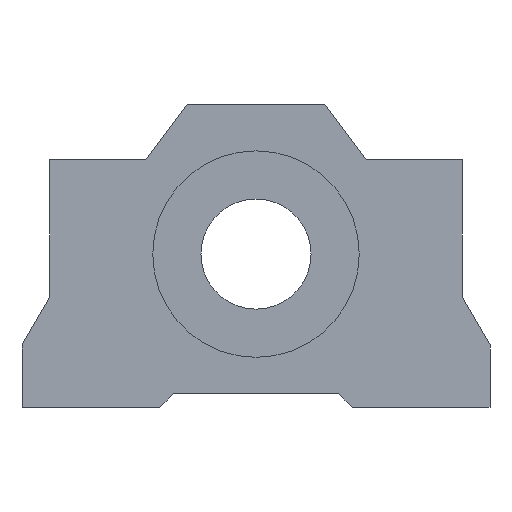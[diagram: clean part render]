
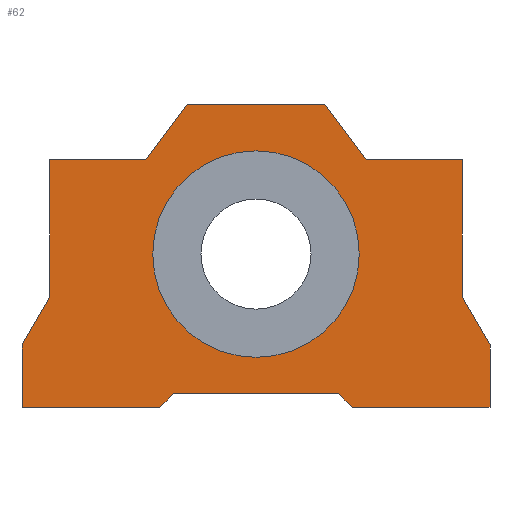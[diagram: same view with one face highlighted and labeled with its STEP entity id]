
A CAD part, front view. The second image highlights one B-rep face of the part: STEP entity #62.
In plain terms, the highlighted planar face has unit normal (0, -1, 0).
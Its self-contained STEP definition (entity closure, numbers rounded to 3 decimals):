
#62=ADVANCED_FACE('',(#305,#307),#309,.F.);
#305=FACE_BOUND('',#306,.T.);
#306=EDGE_LOOP('',(#525,#526,#527,#528,#529,#530,#531,#532,#533,#534,#535,#536,#537,
#538,#539,#540));
#307=FACE_BOUND('',#308,.T.);
#308=EDGE_LOOP('',(#541));
#309=PLANE('',#310);
#310=AXIS2_PLACEMENT_3D('',#311,#312,#313);
#311=CARTESIAN_POINT('',(0.,0.,0.));
#312=DIRECTION('',(0.,1.,0.));
#313=DIRECTION('',(-1.,0.,0.));
#525=ORIENTED_EDGE('',*,*,#649,.F.);
#526=ORIENTED_EDGE('',*,*,#650,.F.);
#527=ORIENTED_EDGE('',*,*,#651,.F.);
#528=ORIENTED_EDGE('',*,*,#652,.F.);
#529=ORIENTED_EDGE('',*,*,#653,.F.);
#530=ORIENTED_EDGE('',*,*,#654,.F.);
#531=ORIENTED_EDGE('',*,*,#655,.F.);
#532=ORIENTED_EDGE('',*,*,#656,.F.);
#533=ORIENTED_EDGE('',*,*,#657,.F.);
#534=ORIENTED_EDGE('',*,*,#658,.F.);
#535=ORIENTED_EDGE('',*,*,#659,.F.);
#536=ORIENTED_EDGE('',*,*,#660,.F.);
#537=ORIENTED_EDGE('',*,*,#661,.F.);
#538=ORIENTED_EDGE('',*,*,#662,.F.);
#539=ORIENTED_EDGE('',*,*,#663,.F.);
#540=ORIENTED_EDGE('',*,*,#664,.F.);
#541=ORIENTED_EDGE('',*,*,#665,.T.);
#649=EDGE_CURVE('',#713,#714,#715,.T.);
#650=EDGE_CURVE('',#716,#713,#717,.T.);
#651=EDGE_CURVE('',#718,#716,#719,.T.);
#652=EDGE_CURVE('',#720,#718,#721,.T.);
#653=EDGE_CURVE('',#722,#720,#723,.T.);
#654=EDGE_CURVE('',#724,#722,#725,.T.);
#655=EDGE_CURVE('',#726,#724,#727,.T.);
#656=EDGE_CURVE('',#728,#726,#729,.T.);
#657=EDGE_CURVE('',#730,#728,#731,.T.);
#658=EDGE_CURVE('',#732,#730,#733,.T.);
#659=EDGE_CURVE('',#734,#732,#735,.T.);
#660=EDGE_CURVE('',#736,#734,#737,.T.);
#661=EDGE_CURVE('',#738,#736,#739,.T.);
#662=EDGE_CURVE('',#740,#738,#741,.T.);
#663=EDGE_CURVE('',#742,#740,#743,.T.);
#664=EDGE_CURVE('',#714,#742,#744,.T.);
#665=EDGE_CURVE('',#745,#745,#746,.T.);
#713=VERTEX_POINT('',#827);
#714=VERTEX_POINT('',#828);
#715=LINE('',#829,#830);
#716=VERTEX_POINT('',#832);
#717=LINE('',#833,#834);
#718=VERTEX_POINT('',#836);
#719=LINE('',#837,#838);
#720=VERTEX_POINT('',#840);
#721=LINE('',#841,#842);
#722=VERTEX_POINT('',#844);
#723=LINE('',#845,#846);
#724=VERTEX_POINT('',#848);
#725=LINE('',#849,#850);
#726=VERTEX_POINT('',#852);
#727=LINE('',#853,#854);
#728=VERTEX_POINT('',#856);
#729=LINE('',#857,#858);
#730=VERTEX_POINT('',#860);
#731=LINE('',#861,#862);
#732=VERTEX_POINT('',#864);
#733=LINE('',#865,#866);
#734=VERTEX_POINT('',#868);
#735=LINE('',#869,#870);
#736=VERTEX_POINT('',#872);
#737=LINE('',#873,#874);
#738=VERTEX_POINT('',#876);
#739=LINE('',#877,#878);
#740=VERTEX_POINT('',#880);
#741=LINE('',#881,#882);
#742=VERTEX_POINT('',#884);
#743=LINE('',#885,#886);
#744=LINE('',#888,#889);
#745=VERTEX_POINT('',#891);
#746=CIRCLE('',#892,7.5);
#827=CARTESIAN_POINT('',(-32.,0.,8.));
#828=CARTESIAN_POINT('',(-32.,0.,18.));
#829=CARTESIAN_POINT('',(-32.,0.,8.));
#830=VECTOR('',#831,1.);
#831=DIRECTION('',(0.,0.,1.));
#832=CARTESIAN_POINT('',(-34.,0.,4.536));
#833=CARTESIAN_POINT('',(-34.,0.,4.536));
#834=VECTOR('',#835,1.);
#835=DIRECTION('',(0.5,0.,0.866));
#836=CARTESIAN_POINT('',(-34.,0.,0.));
#837=CARTESIAN_POINT('',(-34.,0.,0.));
#838=VECTOR('',#839,1.);
#839=DIRECTION('',(0.,0.,1.));
#840=CARTESIAN_POINT('',(-24.,0.,0.));
#841=CARTESIAN_POINT('',(-24.,0.,0.));
#842=VECTOR('',#843,1.);
#843=DIRECTION('',(-1.,0.,0.));
#844=CARTESIAN_POINT('',(-23.,0.,1.));
#845=CARTESIAN_POINT('',(-23.,0.,1.));
#846=VECTOR('',#847,1.);
#847=DIRECTION('',(-0.707,0.,-0.707));
#848=CARTESIAN_POINT('',(-11.,0.,1.));
#849=CARTESIAN_POINT('',(-11.,0.,1.));
#850=VECTOR('',#851,1.);
#851=DIRECTION('',(-1.,0.,0.));
#852=CARTESIAN_POINT('',(-10.,0.,0.));
#853=CARTESIAN_POINT('',(-10.,0.,0.));
#854=VECTOR('',#855,1.);
#855=DIRECTION('',(-0.707,0.,0.707));
#856=CARTESIAN_POINT('',(0.,0.,0.));
#857=CARTESIAN_POINT('',(0.,0.,0.));
#858=VECTOR('',#859,1.);
#859=DIRECTION('',(-1.,0.,0.));
#860=CARTESIAN_POINT('',(0.,0.,4.536));
#861=CARTESIAN_POINT('',(0.,0.,4.536));
#862=VECTOR('',#863,1.);
#863=DIRECTION('',(0.,0.,-1.));
#864=CARTESIAN_POINT('',(-2.,0.,8.));
#865=CARTESIAN_POINT('',(-2.,0.,8.));
#866=VECTOR('',#867,1.);
#867=DIRECTION('',(0.5,0.,-0.866));
#868=CARTESIAN_POINT('',(-2.,0.,18.));
#869=CARTESIAN_POINT('',(-2.,0.,18.));
#870=VECTOR('',#871,1.);
#871=DIRECTION('',(0.,0.,-1.));
#872=CARTESIAN_POINT('',(-9.,0.,18.));
#873=CARTESIAN_POINT('',(-9.,0.,18.));
#874=VECTOR('',#875,1.);
#875=DIRECTION('',(1.,0.,0.));
#876=CARTESIAN_POINT('',(-12.,0.,22.));
#877=CARTESIAN_POINT('',(-12.,0.,22.));
#878=VECTOR('',#879,1.);
#879=DIRECTION('',(0.6,0.,-0.8));
#880=CARTESIAN_POINT('',(-22.,0.,22.));
#881=CARTESIAN_POINT('',(-22.,0.,22.));
#882=VECTOR('',#883,1.);
#883=DIRECTION('',(1.,0.,0.));
#884=CARTESIAN_POINT('',(-25.,0.,18.));
#885=CARTESIAN_POINT('',(-25.,0.,18.));
#886=VECTOR('',#887,1.);
#887=DIRECTION('',(0.6,0.,0.8));
#888=CARTESIAN_POINT('',(-32.,0.,18.));
#889=VECTOR('',#890,1.);
#890=DIRECTION('',(1.,0.,0.));
#891=CARTESIAN_POINT('',(-24.5,0.,11.138));
#892=AXIS2_PLACEMENT_3D('',#893,#894,#895);
#893=CARTESIAN_POINT('',(-17.,0.,11.138));
#894=DIRECTION('',(0.,1.,0.));
#895=DIRECTION('',(-1.,0.,0.));
